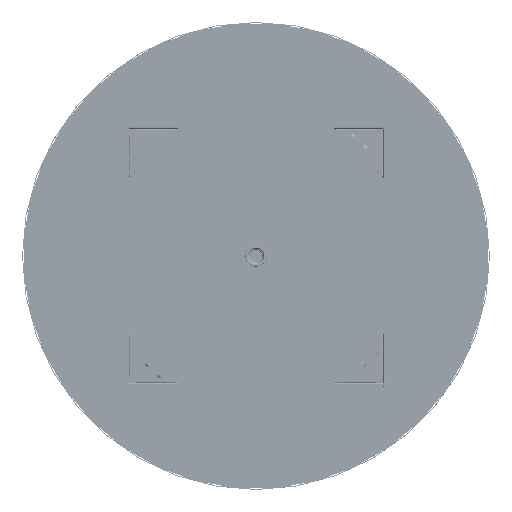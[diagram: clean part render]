
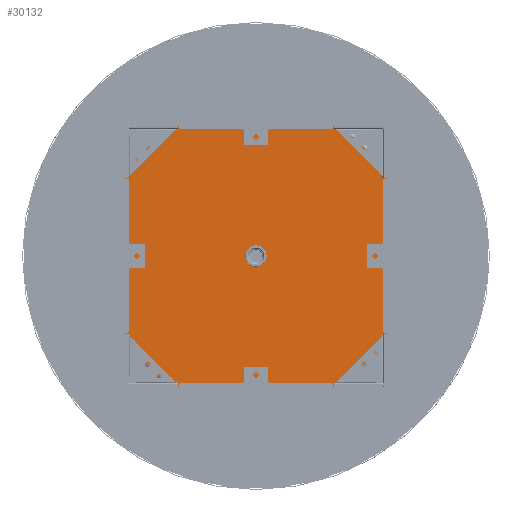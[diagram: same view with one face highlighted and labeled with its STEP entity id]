
A CAD part, top view. The second image highlights one B-rep face of the part: STEP entity #30132.
In plain terms, the highlighted face is planar.
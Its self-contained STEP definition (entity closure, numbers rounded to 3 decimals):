
#30132=ADVANCED_FACE('',(#34960,#34961),#34962,.T.);
#34960=FACE_BOUND('',#41889,.T.);
#34961=FACE_OUTER_BOUND('',#41890,.T.);
#34962=PLANE('',#41891);
#41889=EDGE_LOOP('',(#58023));
#41890=EDGE_LOOP('',(#58024));
#41891=AXIS2_PLACEMENT_3D('',#58025,#58026,#58027);
#58023=ORIENTED_EDGE('',*,*,#64408,.F.);
#58024=ORIENTED_EDGE('',*,*,#64328,.T.);
#58025=CARTESIAN_POINT('',(-93.783,0.0,-5.0));
#58026=DIRECTION('',(0.0,0.0,-1.0));
#58027=DIRECTION('',(-1.0,0.0,0.0));
#64328=EDGE_CURVE('',#72107,#72107,#72108,.T.);
#64408=EDGE_CURVE('',#72247,#72247,#72248,.T.);
#72107=VERTEX_POINT('',#88061);
#72108=CIRCLE('',#88062,187.345);
#72247=VERTEX_POINT('',#88239);
#72248=CIRCLE('',#88240,11.55);
#88061=CARTESIAN_POINT('',(-187.345,0.0,-5.0));
#88062=AXIS2_PLACEMENT_3D('',#95917,#95918,#95919);
#88239=CARTESIAN_POINT('',(-11.55,0.,-5.0));
#88240=AXIS2_PLACEMENT_3D('',#96081,#96082,#96083);
#95917=CARTESIAN_POINT('',(0.0,0.0,-5.0));
#95918=DIRECTION('',(0.0,0.0,-1.0));
#95919=DIRECTION('',(-1.0,0.0,0.0));
#96081=CARTESIAN_POINT('',(0.,0.,-5.0));
#96082=DIRECTION('',(0.0,0.0,-1.0));
#96083=DIRECTION('',(-1.0,0.0,0.0));
